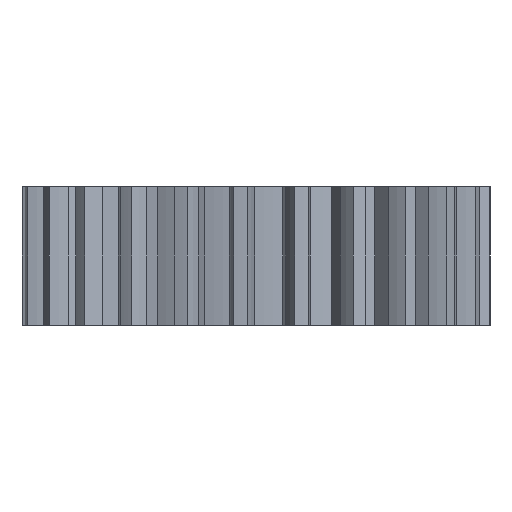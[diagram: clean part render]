
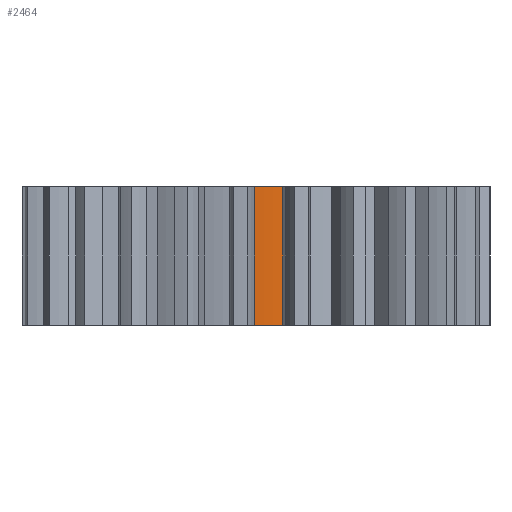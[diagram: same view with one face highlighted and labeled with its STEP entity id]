
A CAD part, left-side view. The second image highlights one B-rep face of the part: STEP entity #2464.
In plain terms, the highlighted cylindrical face has radius 14.003 mm (diameter 28.005 mm), a partial arc.
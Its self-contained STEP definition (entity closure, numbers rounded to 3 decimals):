
#109=DIRECTION('',(0.,0.,1.));
#110=VECTOR('',#109,10.);
#111=CARTESIAN_POINT('',(-13.869,-1.929,0.));
#112=LINE('',#111,#110);
#113=CARTESIAN_POINT('',(0.,0.,0.));
#114=DIRECTION('',(0.,0.,-1.));
#115=DIRECTION('',(-0.99,-0.138,0.));
#116=AXIS2_PLACEMENT_3D('',#113,#114,#115);
#118=DIRECTION('',(0.,0.,1.));
#119=VECTOR('',#118,10.);
#120=CARTESIAN_POINT('',(-14.002,0.103,0.));
#121=LINE('',#120,#119);
#122=CARTESIAN_POINT('',(0.,0.,10.));
#123=DIRECTION('',(0.,0.,1.));
#124=DIRECTION('',(-1.,0.007,0.));
#125=AXIS2_PLACEMENT_3D('',#122,#123,#124);
#2039=CARTESIAN_POINT('',(-14.002,0.103,0.));
#2040=CARTESIAN_POINT('',(-14.002,0.103,10.));
#2041=VERTEX_POINT('',#2039);
#2042=VERTEX_POINT('',#2040);
#2061=CARTESIAN_POINT('',(-13.869,-1.929,0.));
#2062=CARTESIAN_POINT('',(-13.869,-1.929,10.));
#2063=VERTEX_POINT('',#2061);
#2064=VERTEX_POINT('',#2062);
#2449=CARTESIAN_POINT('',(0.,0.,0.));
#2450=DIRECTION('',(0.,0.,1.));
#2451=DIRECTION('',(1.,0.,0.));
#2452=AXIS2_PLACEMENT_3D('',#2449,#2450,#2451);
#2453=CYLINDRICAL_SURFACE('',#2452,14.003);
#2455=ORIENTED_EDGE('',*,*,#2454,.F.);
#2457=ORIENTED_EDGE('',*,*,#2456,.T.);
#2459=ORIENTED_EDGE('',*,*,#2458,.T.);
#2461=ORIENTED_EDGE('',*,*,#2460,.T.);
#2462=EDGE_LOOP('',(#2455,#2457,#2459,#2461));
#2463=FACE_OUTER_BOUND('',#2462,.F.);
#2464=ADVANCED_FACE('',(#2463),#2453,.T.);
#117=CIRCLE('',#116,14.003);
#126=CIRCLE('',#125,14.003);
#2454=EDGE_CURVE('',#2063,#2064,#112,.T.);
#2456=EDGE_CURVE('',#2063,#2041,#117,.T.);
#2458=EDGE_CURVE('',#2041,#2042,#121,.T.);
#2460=EDGE_CURVE('',#2042,#2064,#126,.T.);
